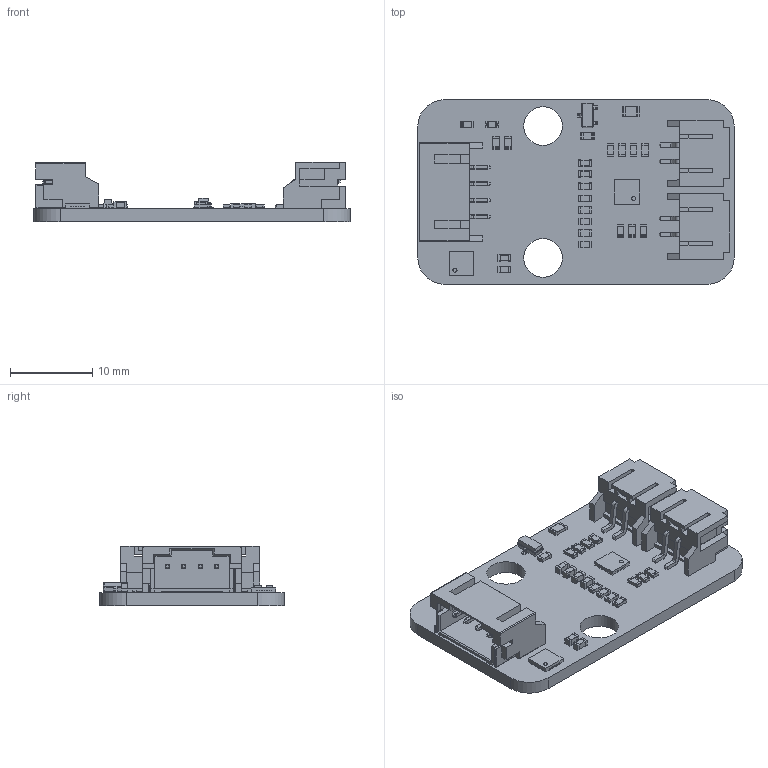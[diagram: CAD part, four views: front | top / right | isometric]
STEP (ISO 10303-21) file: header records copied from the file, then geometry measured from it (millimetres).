
FILE_DESCRIPTION(('KiCad electronic assembly'),'2;1');
FILE_NAME('openbrother_sensor_board.step','2025-07-16T12:18:16',( 'Pcbnew'),('Kicad'),'Open CASCADE STEP processor 7.8', 'KiCad to STEP converter','Unknown');
FILE_SCHEMA(('AUTOMOTIVE_DESIGN { 1 0 10303 214 1 1 1 1 }'));
Length unit declared in the file: millimetre
Products named in the file (20): openbrother_sensor_board 1; C_0603_1608Metric; R_0603_1608Metric; R_0805_2012Metric; User Library-PH2_0-4PWB; User Library-PH2.0-4PWB; LED_0603_1608Metric_Castellated; UQFN-16-1EP_3x3mm_P0.5mm_EP1.75x1.75mm; UQFN-16-1EP_3x3mm_Pitch0.5mm; User Library-ph2_0_2p_wt; D9ABA024-CB1C-41D8-876C-9C3CCA401998; UQFN-20-1EP_3x3mm_P0.4mm_EP1.85x1.85mm; UQFN-20-1EP_3x3mm_Pitch0.4mm; SOT-23; SOT_23; _autosave-i2c_dual_motor_driver_PCB
Assembly tree (41 placements, depth 3):
  openbrother_sensor_board 1
    C_0603_1608Metric  x6
      C_0603_1608Metric
    R_0603_1608Metric  x15
      R_0603_1608Metric
    R_0805_2012Metric
      R_0805_2012Metric
    User Library-PH2_0-4PWB
      User Library-PH2.0-4PWB
    LED_0603_1608Metric_Castellated  x2
      LED_0603_1608Metric_Castellated
    UQFN-16-1EP_3x3mm_P0.5mm_EP1.75x1.75mm
      UQFN-16-1EP_3x3mm_Pitch0.5mm
    User Library-ph2_0_2p_wt  x2
      D9ABA024-CB1C-41D8-876C-9C3CCA401998
    UQFN-20-1EP_3x3mm_P0.4mm_EP1.85x1.85mm
      UQFN-20-1EP_3x3mm_Pitch0.4mm
    SOT-23  x2
      SOT_23
    _autosave-i2c_dual_motor_driver_PCB
Bounding box: 38.4 x 22.4 x 7.25 mm (x, y, z)
Volume: 1805.8 mm3; surface area: 3615.7 mm2
Topology: 38 solids, 38 shells, 2006 faces, 5348 edges, 3466 vertices
Faces by surface type: plane 1434, cylinder 415, bspline 121, torus 32, sphere 4
Full cylindrical faces by diameter (mm): 0.5 x2, 4.7 x2
Entity records: 42898 total; most frequent: CARTESIAN_POINT 8430, ORIENTED_EDGE 6794, DIRECTION 5815, EDGE_CURVE 3397, LINE 2757, VECTOR 2757, VERTEX_POINT 2208, AXIS2_PLACEMENT_3D 1529
